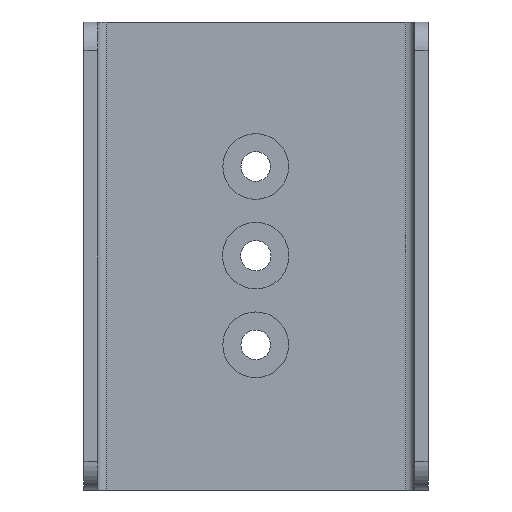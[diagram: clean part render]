
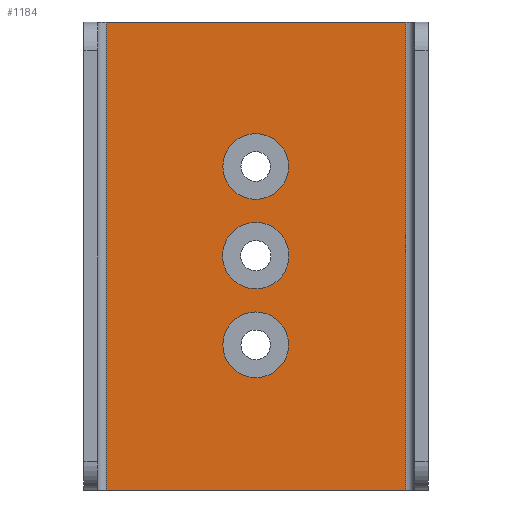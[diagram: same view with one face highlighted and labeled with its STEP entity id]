
A CAD part, front view. The second image highlights one B-rep face of the part: STEP entity #1184.
In plain terms, the highlighted planar face has unit normal (0, -1, 0).
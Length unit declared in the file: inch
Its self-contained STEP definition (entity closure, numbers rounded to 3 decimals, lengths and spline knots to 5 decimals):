
#5=DIRECTION('',(1.,0.,0.));
#6=VECTOR('',#5,1.98031);
#7=CARTESIAN_POINT('',(-0.98819,0.,0.));
#8=LINE('',#7,#6);
#85=DIRECTION('',(1.,0.,0.));
#86=VECTOR('',#85,1.98031);
#87=CARTESIAN_POINT('',(-0.98819,0.,3.09843));
#88=LINE('',#87,#86);
#273=CARTESIAN_POINT('',(0.,0.,2.14173));
#274=DIRECTION('',(0.,-1.,0.));
#275=DIRECTION('',(1.,0.,0.));
#276=AXIS2_PLACEMENT_3D('',#273,#274,#275);
#278=CARTESIAN_POINT('',(0.,0.,2.14173));
#279=DIRECTION('',(0.,-1.,0.));
#280=DIRECTION('',(-1.,0.,0.));
#281=AXIS2_PLACEMENT_3D('',#278,#279,#280);
#283=CARTESIAN_POINT('',(0.,0.,0.96118));
#284=DIRECTION('',(0.,-1.,0.));
#285=DIRECTION('',(1.,0.,0.));
#286=AXIS2_PLACEMENT_3D('',#283,#284,#285);
#288=CARTESIAN_POINT('',(0.,0.,0.96118));
#289=DIRECTION('',(0.,-1.,0.));
#290=DIRECTION('',(-1.,0.,0.));
#291=AXIS2_PLACEMENT_3D('',#288,#289,#290);
#293=CARTESIAN_POINT('',(0.,0.,1.55118));
#294=DIRECTION('',(0.,-1.,0.));
#295=DIRECTION('',(1.,0.,0.));
#296=AXIS2_PLACEMENT_3D('',#293,#294,#295);
#298=CARTESIAN_POINT('',(0.,0.,1.55118));
#299=DIRECTION('',(0.,-1.,0.));
#300=DIRECTION('',(-1.,0.,0.));
#301=AXIS2_PLACEMENT_3D('',#298,#299,#300);
#303=DIRECTION('',(0.,0.,1.));
#304=VECTOR('',#303,3.09843);
#305=CARTESIAN_POINT('',(-0.98819,0.,0.));
#306=LINE('',#305,#304);
#338=DIRECTION('',(0.,0.,1.));
#339=VECTOR('',#338,3.09843);
#340=CARTESIAN_POINT('',(0.99213,0.,0.));
#341=LINE('',#340,#339);
#645=CARTESIAN_POINT('',(-0.98819,0.,0.));
#646=CARTESIAN_POINT('',(-0.98819,0.,3.09843));
#647=VERTEX_POINT('',#645);
#648=VERTEX_POINT('',#646);
#657=CARTESIAN_POINT('',(0.99213,0.,0.));
#658=CARTESIAN_POINT('',(0.99213,0.,3.09843));
#659=VERTEX_POINT('',#657);
#660=VERTEX_POINT('',#658);
#729=CARTESIAN_POINT('',(0.2175,0.,2.14173));
#730=CARTESIAN_POINT('',(-0.2175,0.,2.14173));
#731=VERTEX_POINT('',#729);
#732=VERTEX_POINT('',#730);
#733=CARTESIAN_POINT('',(0.2175,0.,0.96118));
#734=CARTESIAN_POINT('',(-0.2175,0.,0.96118));
#735=VERTEX_POINT('',#733);
#736=VERTEX_POINT('',#734);
#749=CARTESIAN_POINT('',(0.22,0.,1.55118));
#750=CARTESIAN_POINT('',(-0.22,0.,1.55118));
#751=VERTEX_POINT('',#749);
#752=VERTEX_POINT('',#750);
#1154=CARTESIAN_POINT('',(-1.04724,0.,0.));
#1155=DIRECTION('',(0.,-1.,0.));
#1156=DIRECTION('',(1.,0.,0.));
#1157=AXIS2_PLACEMENT_3D('',#1154,#1155,#1156);
#1158=PLANE('',#1157);
#1160=ORIENTED_EDGE('',*,*,#1159,.T.);
#1161=ORIENTED_EDGE('',*,*,#932,.T.);
#1163=ORIENTED_EDGE('',*,*,#1162,.F.);
#1164=ORIENTED_EDGE('',*,*,#840,.F.);
#1165=EDGE_LOOP('',(#1160,#1161,#1163,#1164));
#1166=FACE_OUTER_BOUND('',#1165,.F.);
#1168=ORIENTED_EDGE('',*,*,#1167,.T.);
#1170=ORIENTED_EDGE('',*,*,#1169,.T.);
#1171=EDGE_LOOP('',(#1168,#1170));
#1172=FACE_BOUND('',#1171,.F.);
#1174=ORIENTED_EDGE('',*,*,#1173,.T.);
#1176=ORIENTED_EDGE('',*,*,#1175,.T.);
#1177=EDGE_LOOP('',(#1174,#1176));
#1178=FACE_BOUND('',#1177,.F.);
#1179=ORIENTED_EDGE('',*,*,#1144,.T.);
#1181=ORIENTED_EDGE('',*,*,#1180,.T.);
#1182=EDGE_LOOP('',(#1179,#1181));
#1183=FACE_BOUND('',#1182,.F.);
#1184=ADVANCED_FACE('',(#1166,#1172,#1178,#1183),#1158,.T.);
#277=CIRCLE('',#276,0.2175);
#282=CIRCLE('',#281,0.2175);
#287=CIRCLE('',#286,0.2175);
#292=CIRCLE('',#291,0.2175);
#297=CIRCLE('',#296,0.22);
#302=CIRCLE('',#301,0.22);
#840=EDGE_CURVE('',#647,#659,#8,.T.);
#932=EDGE_CURVE('',#648,#660,#88,.T.);
#1144=EDGE_CURVE('',#751,#752,#297,.T.);
#1159=EDGE_CURVE('',#647,#648,#306,.T.);
#1162=EDGE_CURVE('',#659,#660,#341,.T.);
#1167=EDGE_CURVE('',#731,#732,#277,.T.);
#1169=EDGE_CURVE('',#732,#731,#282,.T.);
#1173=EDGE_CURVE('',#735,#736,#287,.T.);
#1175=EDGE_CURVE('',#736,#735,#292,.T.);
#1180=EDGE_CURVE('',#752,#751,#302,.T.);
